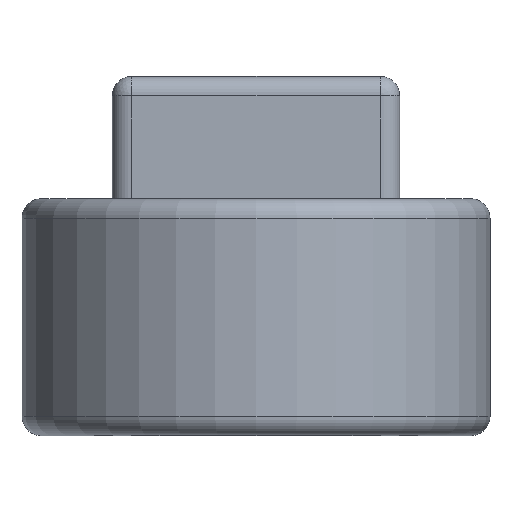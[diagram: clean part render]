
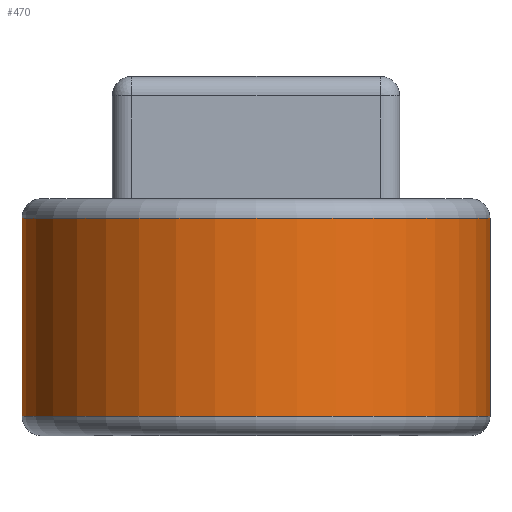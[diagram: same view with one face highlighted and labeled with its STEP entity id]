
A CAD part, front view. The second image highlights one B-rep face of the part: STEP entity #470.
In plain terms, the highlighted cylindrical face has radius 6.025 mm (diameter 12.05 mm), a full revolution.
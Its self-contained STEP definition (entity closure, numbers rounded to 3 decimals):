
#26=CYLINDRICAL_SURFACE('',#510,6.025);
#51=LINE('',#760,#89);
#89=VECTOR('',#597,6.025);
#123=FACE_OUTER_BOUND('',#156,.T.);
#156=EDGE_LOOP('',(#336,#337,#338,#339,#340));
#190=CIRCLE('',#508,6.025);
#191=CIRCLE('',#509,6.025);
#192=CIRCLE('',#511,6.025);
#221=VERTEX_POINT('',#752);
#222=VERTEX_POINT('',#754);
#223=VERTEX_POINT('',#758);
#263=EDGE_CURVE('',#221,#222,#190,.T.);
#264=EDGE_CURVE('',#222,#221,#191,.T.);
#265=EDGE_CURVE('',#223,#223,#192,.T.);
#266=EDGE_CURVE('',#223,#222,#51,.T.);
#336=ORIENTED_EDGE('',*,*,#265,.F.);
#337=ORIENTED_EDGE('',*,*,#266,.T.);
#338=ORIENTED_EDGE('',*,*,#263,.F.);
#339=ORIENTED_EDGE('',*,*,#264,.F.);
#340=ORIENTED_EDGE('',*,*,#266,.F.);
#470=ADVANCED_FACE('',(#123),#26,.T.);
#508=AXIS2_PLACEMENT_3D('',#755,#589,#590);
#509=AXIS2_PLACEMENT_3D('',#756,#591,#592);
#510=AXIS2_PLACEMENT_3D('',#757,#593,#594);
#511=AXIS2_PLACEMENT_3D('',#759,#595,#596);
#589=DIRECTION('center_axis',(0.,0.,-1.));
#590=DIRECTION('ref_axis',(1.,0.,0.));
#591=DIRECTION('center_axis',(0.,0.,-1.));
#592=DIRECTION('ref_axis',(1.,0.,0.));
#593=DIRECTION('center_axis',(0.,0.,1.));
#594=DIRECTION('ref_axis',(1.,0.,0.));
#595=DIRECTION('center_axis',(0.,0.,1.));
#596=DIRECTION('ref_axis',(1.,0.,0.));
#597=DIRECTION('',(0.,0.,-1.));
#752=CARTESIAN_POINT('',(71.025,0.,-0.755));
#754=CARTESIAN_POINT('',(58.975,0.,-0.755));
#755=CARTESIAN_POINT('Origin',(65.,0.,-0.755));
#756=CARTESIAN_POINT('Origin',(65.,0.,-0.755));
#757=CARTESIAN_POINT('Origin',(65.,0.,-1.255));
#758=CARTESIAN_POINT('',(58.975,0.,4.345));
#759=CARTESIAN_POINT('Origin',(65.,0.,4.345));
#760=CARTESIAN_POINT('',(58.975,0.,-1.255));
